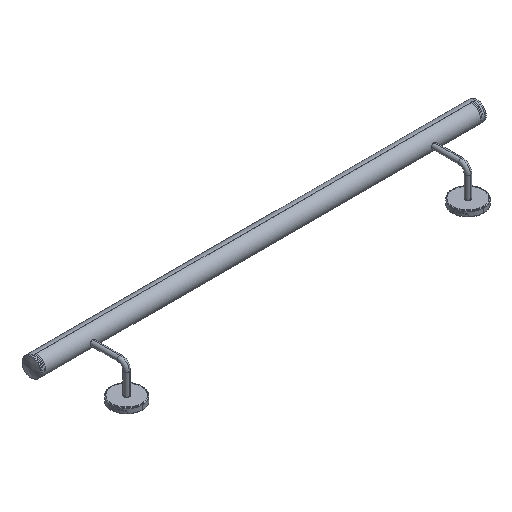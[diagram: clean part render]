
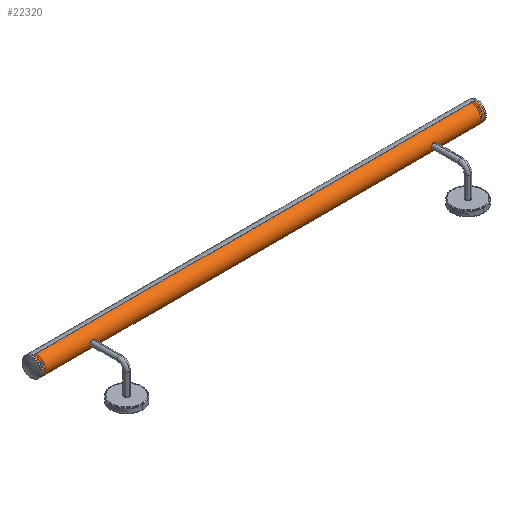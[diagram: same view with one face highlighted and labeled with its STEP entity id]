
A CAD part, isometric view. The second image highlights one B-rep face of the part: STEP entity #22320.
In plain terms, the highlighted cylindrical face has radius 21.2 mm (diameter 42.4 mm), a partial arc.
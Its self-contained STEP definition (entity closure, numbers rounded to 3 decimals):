
#892 = DIRECTION ( 'NONE',  ( -1., 0., 0. ) ) ;
#2364 = CARTESIAN_POINT ( 'NONE',  ( -493., 0., 21.2 ) ) ;
#4073 = CIRCLE ( 'NONE', #21694, 21.2 ) ;
#6281 = DIRECTION ( 'NONE',  ( 1., 0., 0. ) ) ;
#6603 = EDGE_LOOP ( 'NONE', ( #27392, #14562, #29636, #14086 ) ) ;
#6662 = CIRCLE ( 'NONE', #19360, 21.2 ) ;
#7128 = FACE_OUTER_BOUND ( 'NONE', #6603, .T. ) ;
#7311 = EDGE_CURVE ( 'NONE', #18838, #18234, #6662, .T. ) ;
#10031 = VERTEX_POINT ( 'NONE', #2364 ) ;
#13069 = DIRECTION ( 'NONE',  ( -1., 0., 0. ) ) ;
#13548 = VECTOR ( 'NONE', #14232, 1000. ) ;
#14086 = ORIENTED_EDGE ( 'NONE', *, *, #27673, .T. ) ;
#14232 = DIRECTION ( 'NONE',  ( -1., 0., 0. ) ) ;
#14562 = ORIENTED_EDGE ( 'NONE', *, *, #7311, .F. ) ;
#15072 = CARTESIAN_POINT ( 'NONE',  ( -493., 0., 0. ) ) ;
#15739 = DIRECTION ( 'NONE',  ( 0., 0., 1. ) ) ;
#15791 = VERTEX_POINT ( 'NONE', #21511 ) ;
#17742 = DIRECTION ( 'NONE',  ( 0., 0., -1. ) ) ;
#17853 = CYLINDRICAL_SURFACE ( 'NONE', #30421, 21.2 ) ;
#18234 = VERTEX_POINT ( 'NONE', #20948 ) ;
#18838 = VERTEX_POINT ( 'NONE', #24713 ) ;
#19360 = AXIS2_PLACEMENT_3D ( 'NONE', #22056, #6281, #24703 ) ;
#20948 = CARTESIAN_POINT ( 'NONE',  ( 493., 0., -21.2 ) ) ;
#21046 = CARTESIAN_POINT ( 'NONE',  ( 493., 0., 0. ) ) ;
#21511 = CARTESIAN_POINT ( 'NONE',  ( -493., 0., -21.2 ) ) ;
#21694 = AXIS2_PLACEMENT_3D ( 'NONE', #15072, #33517, #17742 ) ;
#22056 = CARTESIAN_POINT ( 'NONE',  ( 493., 0., 0. ) ) ;
#22320 = ADVANCED_FACE ( 'NONE', ( #7128 ), #17853, .T. ) ;
#22896 = LINE ( 'NONE', #29807, #29045 ) ;
#24703 = DIRECTION ( 'NONE',  ( 0., 0., -1. ) ) ;
#24713 = CARTESIAN_POINT ( 'NONE',  ( 493., 0., 21.2 ) ) ;
#26767 = EDGE_CURVE ( 'NONE', #18234, #15791, #33790, .T. ) ;
#27392 = ORIENTED_EDGE ( 'NONE', *, *, #26767, .F. ) ;
#27673 = EDGE_CURVE ( 'NONE', #10031, #15791, #4073, .T. ) ;
#29045 = VECTOR ( 'NONE', #892, 1000. ) ;
#29636 = ORIENTED_EDGE ( 'NONE', *, *, #31569, .T. ) ;
#29807 = CARTESIAN_POINT ( 'NONE',  ( 493., 0., 21.2 ) ) ;
#30015 = CARTESIAN_POINT ( 'NONE',  ( 493., 0., -21.2 ) ) ;
#30421 = AXIS2_PLACEMENT_3D ( 'NONE', #21046, #13069, #15739 ) ;
#31569 = EDGE_CURVE ( 'NONE', #18838, #10031, #22896, .T. ) ;
#33517 = DIRECTION ( 'NONE',  ( 1., 0., 0. ) ) ;
#33790 = LINE ( 'NONE', #30015, #13548 ) ;
